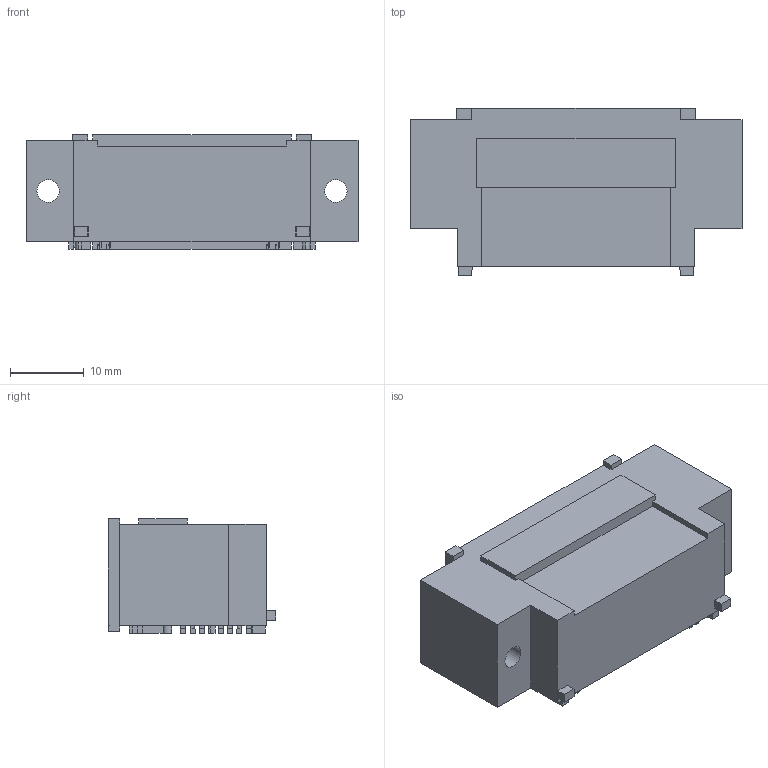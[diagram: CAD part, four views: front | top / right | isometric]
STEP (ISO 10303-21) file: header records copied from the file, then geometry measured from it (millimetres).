
FILE_DESCRIPTION((''),'2;1');
FILE_NAME('SAMTEC_SEAF-20-01-S-10-2-RA-GP-TR.stp','2014-12-16T09:24:54',(''),(''),'Mechanical Desktop 2011','Mechanical Desktop 2011',', , ');
FILE_SCHEMA(('AUTOMOTIVE_DESIGN { 1 2 10303 214 1 1 1 1 }'));
Length unit declared in the file: millimetre
Products named in the file (1): Product
Bounding box: 44.96 x 22.66 x 15.54 mm (x, y, z)
Volume: 10790.9 mm3; surface area: 6212.4 mm2
Topology: 129 solids, 129 shells, 2092 faces, 5449 edges, 3626 vertices
Faces by surface type: plane 1254, bspline 748, cylinder 86, cone 4
Entity records: 62830 total; most frequent: CARTESIAN_POINT 13458, ORIENTED_EDGE 10898, DIRECTION 8315, EDGE_CURVE 5449, VECTOR 5269, LINE 5269, VERTEX_POINT 3626, EDGE_LOOP 2107
